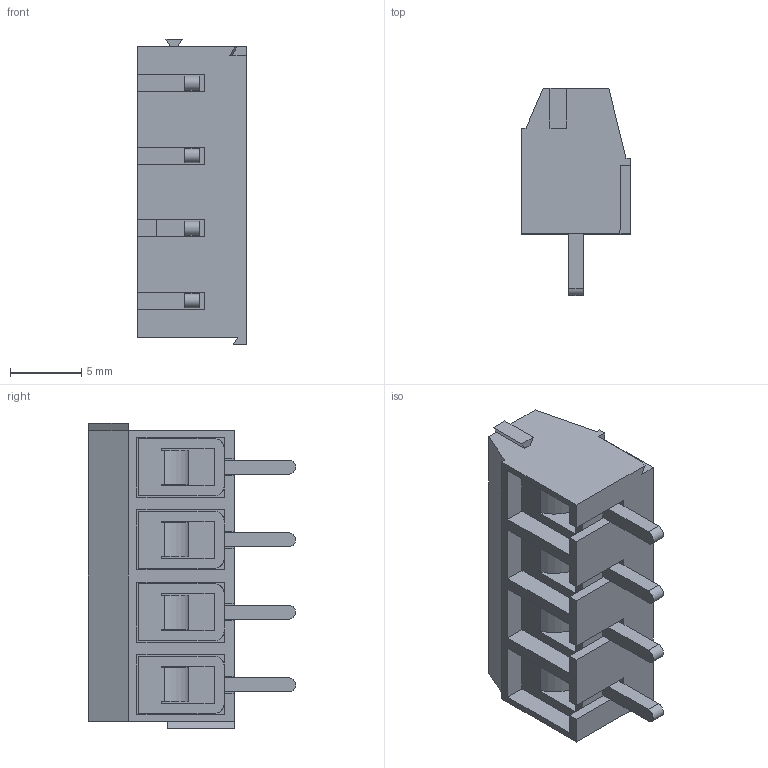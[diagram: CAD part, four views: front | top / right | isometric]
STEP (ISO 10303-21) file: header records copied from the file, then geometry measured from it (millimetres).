
FILE_DESCRIPTION( ( 'STEP AP203' ), '1' );
FILE_NAME( 'MBES154-5,08-V.stp', ' ', ( ' ' ), ( ' ' ), 'PSStep 15.0.49', 'VISI 20.0', ' ' );
FILE_SCHEMA( ( 'AUTOMOTIVE_DESIGN { 1 0 10303 214 1 1 1 1 }' ) );
Length unit declared in the file: millimetre
Products named in the file (1): 1
Bounding box: 7.6 x 14.5 x 21.42 mm (x, y, z)
Volume: 1055.4 mm3; surface area: 2214.9 mm2
Topology: 1 solids, 1 shells, 202 faces, 600 edges, 400 vertices
Faces by surface type: plane 166, cylinder 32, torus 4
Full cylindrical faces by diameter (mm): 3.2 x4
Entity records: 8305 total; most frequent: CARTESIAN_POINT 1259, ORIENTED_EDGE 1168, DIRECTION 1054, EDGE_CURVE 584, LINE 488, VECTOR 488, VERTEX_POINT 392, AXIS2_PLACEMENT_3D 283
